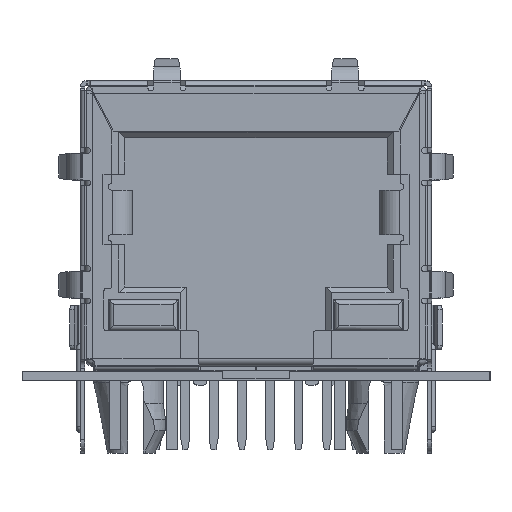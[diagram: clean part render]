
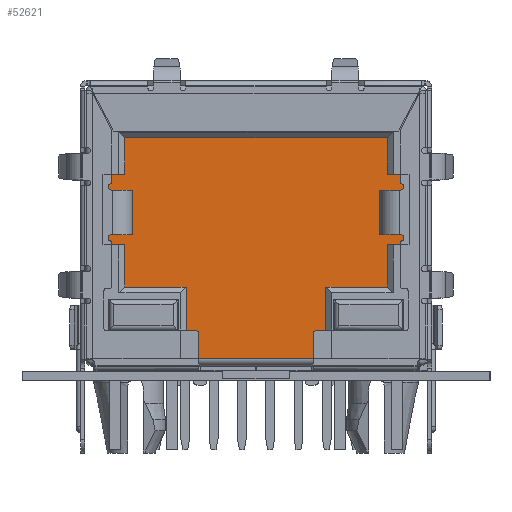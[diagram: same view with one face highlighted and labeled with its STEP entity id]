
A CAD part, left-side view. The second image highlights one B-rep face of the part: STEP entity #52621.
In plain terms, the highlighted face is planar.
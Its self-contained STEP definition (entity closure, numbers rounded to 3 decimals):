
#52137 = VERTEX_POINT('',#52138);
#52138 = CARTESIAN_POINT('',(-5.9,4.125,-15.2));
#52155 = VERTEX_POINT('',#52156);
#52156 = CARTESIAN_POINT('',(-5.9,2.488,-15.2));
#52162 = EDGE_CURVE('',#52137,#52155,#52163,.T.);
#52163 = LINE('',#52164,#52165);
#52164 = CARTESIAN_POINT('',(-5.9,4.125,-15.2));
#52165 = VECTOR('',#52166,1.);
#52166 = DIRECTION('',(0.,-1.,0.));
#52177 = VERTEX_POINT('',#52178);
#52178 = CARTESIAN_POINT('',(5.9,4.125,-15.2));
#52193 = EDGE_CURVE('',#52177,#52137,#52194,.T.);
#52194 = LINE('',#52195,#52196);
#52195 = CARTESIAN_POINT('',(5.9,4.125,-15.2));
#52196 = VECTOR('',#52197,1.);
#52197 = DIRECTION('',(-1.,0.,0.));
#52208 = VERTEX_POINT('',#52209);
#52209 = CARTESIAN_POINT('',(5.9,2.488,-15.2));
#52224 = EDGE_CURVE('',#52208,#52177,#52225,.T.);
#52225 = LINE('',#52226,#52227);
#52226 = CARTESIAN_POINT('',(5.9,4.125,-15.2));
#52227 = VECTOR('',#52228,1.);
#52228 = DIRECTION('',(0.,1.,0.));
#52246 = EDGE_CURVE('',#52247,#52208,#52249,.T.);
#52247 = VERTEX_POINT('',#52248);
#52248 = CARTESIAN_POINT('',(6.868,2.488,-15.2));
#52249 = LINE('',#52250,#52251);
#52250 = CARTESIAN_POINT('',(5.9,2.488,-15.2));
#52251 = VECTOR('',#52252,1.);
#52252 = DIRECTION('',(-1.,0.,0.));
#52270 = EDGE_CURVE('',#52271,#52247,#52273,.T.);
#52271 = VERTEX_POINT('',#52272);
#52272 = CARTESIAN_POINT('',(6.868,-0.678,-15.2));
#52273 = LINE('',#52274,#52275);
#52274 = CARTESIAN_POINT('',(6.868,2.488,-15.2));
#52275 = VECTOR('',#52276,1.);
#52276 = DIRECTION('',(0.,1.,0.));
#52293 = VERTEX_POINT('',#52294);
#52294 = CARTESIAN_POINT('',(5.9,-0.678,-15.2));
#52310 = EDGE_CURVE('',#52293,#52271,#52311,.T.);
#52311 = LINE('',#52312,#52313);
#52312 = CARTESIAN_POINT('',(6.868,-0.678,-15.2));
#52313 = VECTOR('',#52314,1.);
#52314 = DIRECTION('',(1.,0.,0.));
#52325 = VERTEX_POINT('',#52326);
#52326 = CARTESIAN_POINT('',(5.9,-2.575,-15.2));
#52341 = EDGE_CURVE('',#52325,#52293,#52342,.T.);
#52342 = LINE('',#52343,#52344);
#52343 = CARTESIAN_POINT('',(5.9,-0.678,-15.2));
#52344 = VECTOR('',#52345,1.);
#52345 = DIRECTION('',(0.,1.,0.));
#52356 = VERTEX_POINT('',#52357);
#52357 = CARTESIAN_POINT('',(3.139,-2.575,-15.2));
#52372 = EDGE_CURVE('',#52356,#52325,#52373,.T.);
#52373 = LINE('',#52374,#52375);
#52374 = CARTESIAN_POINT('',(5.9,-2.575,-15.2));
#52375 = VECTOR('',#52376,1.);
#52376 = DIRECTION('',(1.,0.,0.));
#52387 = VERTEX_POINT('',#52388);
#52388 = CARTESIAN_POINT('',(3.139,-5.775,-15.2));
#52403 = EDGE_CURVE('',#52387,#52356,#52404,.T.);
#52404 = LINE('',#52405,#52406);
#52405 = CARTESIAN_POINT('',(3.139,-2.575,-15.2));
#52406 = VECTOR('',#52407,1.);
#52407 = DIRECTION('',(0.,1.,0.));
#52433 = EDGE_CURVE('',#52434,#52387,#52436,.T.);
#52434 = VERTEX_POINT('',#52435);
#52435 = CARTESIAN_POINT('',(-3.139,-5.775,-15.2));
#52436 = LINE('',#52437,#52438);
#52437 = CARTESIAN_POINT('',(-3.139,-5.775,-15.2));
#52438 = VECTOR('',#52439,1.);
#52439 = DIRECTION('',(1.,0.,0.));
#52456 = VERTEX_POINT('',#52457);
#52457 = CARTESIAN_POINT('',(-3.139,-2.575,-15.2));
#52472 = EDGE_CURVE('',#52456,#52434,#52473,.T.);
#52473 = LINE('',#52474,#52475);
#52474 = CARTESIAN_POINT('',(-3.139,-2.575,-15.2));
#52475 = VECTOR('',#52476,1.);
#52476 = DIRECTION('',(0.,-1.,0.));
#52487 = VERTEX_POINT('',#52488);
#52488 = CARTESIAN_POINT('',(-5.9,-2.575,-15.2));
#52503 = EDGE_CURVE('',#52487,#52456,#52504,.T.);
#52504 = LINE('',#52505,#52506);
#52505 = CARTESIAN_POINT('',(-5.9,-2.575,-15.2));
#52506 = VECTOR('',#52507,1.);
#52507 = DIRECTION('',(1.,0.,0.));
#52518 = VERTEX_POINT('',#52519);
#52519 = CARTESIAN_POINT('',(-5.9,-0.678,-15.2));
#52534 = EDGE_CURVE('',#52518,#52487,#52535,.T.);
#52535 = LINE('',#52536,#52537);
#52536 = CARTESIAN_POINT('',(-5.9,-0.678,-15.2));
#52537 = VECTOR('',#52538,1.);
#52538 = DIRECTION('',(0.,-1.,0.));
#52556 = EDGE_CURVE('',#52557,#52518,#52559,.T.);
#52557 = VERTEX_POINT('',#52558);
#52558 = CARTESIAN_POINT('',(-6.868,-0.678,-15.2));
#52559 = LINE('',#52560,#52561);
#52560 = CARTESIAN_POINT('',(-6.868,-0.678,-15.2));
#52561 = VECTOR('',#52562,1.);
#52562 = DIRECTION('',(1.,0.,0.));
#52580 = EDGE_CURVE('',#52581,#52557,#52583,.T.);
#52581 = VERTEX_POINT('',#52582);
#52582 = CARTESIAN_POINT('',(-6.868,2.488,-15.2));
#52583 = LINE('',#52584,#52585);
#52584 = CARTESIAN_POINT('',(-6.868,2.488,-15.2));
#52585 = VECTOR('',#52586,1.);
#52586 = DIRECTION('',(0.,-1.,0.));
#52611 = EDGE_CURVE('',#52155,#52581,#52612,.T.);
#52612 = LINE('',#52613,#52614);
#52613 = CARTESIAN_POINT('',(-5.9,2.488,-15.2));
#52614 = VECTOR('',#52615,1.);
#52615 = DIRECTION('',(-1.,0.,0.));
#52621 = ADVANCED_FACE('',(#52622),#52640,.F.);
#52622 = FACE_BOUND('',#52623,.T.);
#52623 = EDGE_LOOP('',(#52624,#52625,#52626,#52627,#52628,#52629,#52630,
    #52631,#52632,#52633,#52634,#52635,#52636,#52637,#52638,#52639));
#52624 = ORIENTED_EDGE('',*,*,#52162,.T.);
#52625 = ORIENTED_EDGE('',*,*,#52611,.T.);
#52626 = ORIENTED_EDGE('',*,*,#52580,.T.);
#52627 = ORIENTED_EDGE('',*,*,#52556,.T.);
#52628 = ORIENTED_EDGE('',*,*,#52534,.T.);
#52629 = ORIENTED_EDGE('',*,*,#52503,.T.);
#52630 = ORIENTED_EDGE('',*,*,#52472,.T.);
#52631 = ORIENTED_EDGE('',*,*,#52433,.T.);
#52632 = ORIENTED_EDGE('',*,*,#52403,.T.);
#52633 = ORIENTED_EDGE('',*,*,#52372,.T.);
#52634 = ORIENTED_EDGE('',*,*,#52341,.T.);
#52635 = ORIENTED_EDGE('',*,*,#52310,.T.);
#52636 = ORIENTED_EDGE('',*,*,#52270,.T.);
#52637 = ORIENTED_EDGE('',*,*,#52246,.T.);
#52638 = ORIENTED_EDGE('',*,*,#52224,.T.);
#52639 = ORIENTED_EDGE('',*,*,#52193,.T.);
#52640 = PLANE('',#52641);
#52641 = AXIS2_PLACEMENT_3D('',#52642,#52643,#52644);
#52642 = CARTESIAN_POINT('',(0.,0.,-15.2));
#52643 = DIRECTION('',(0.,0.,-1.));
#52644 = DIRECTION('',(-1.,0.,0.));
